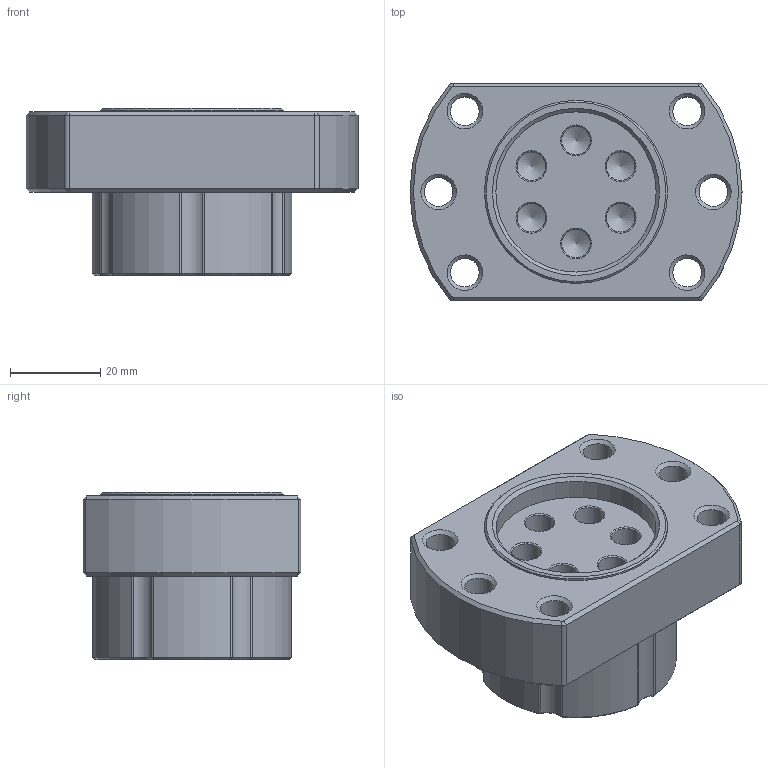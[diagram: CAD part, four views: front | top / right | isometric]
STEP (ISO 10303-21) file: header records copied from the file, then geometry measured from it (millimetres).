
FILE_DESCRIPTION(/* description */ ('STEP AP203'),/* implementation_level */ '2;1');
FILE_NAME(/* name */ 'Webinar Part #3.step',/* time_stamp */ '2025-06-16T11:20:13-04:00',/* author */ (''),/* organization */ (''),/* preprocessor_version */ 'ST-DEVELOPER v20.1',/* originating_system */ 'Autodesk Translation Framework v14.10.0.0',/* authorisation */ '');
FILE_SCHEMA (('AUTOMOTIVE_DESIGN { 1 0 10303 214 3 1 1 }'));
Length unit declared in the file: inch
Products named in the file (1): Body2
Bounding box: 73.66 x 48.26 x 37.08 mm (x, y, z)
Volume: 70934.9 mm3; surface area: 17123.2 mm2
Topology: 1 solids, 1 shells, 140 faces, 349 edges, 216 vertices
Faces by surface type: cone 68, cylinder 56, plane 16
Full cylindrical faces by diameter (mm): 6.35 x13, 24.13 x1, 35.56 x1, 39.37 x1, 40.64 x1
Entity records: 4248 total; most frequent: DIRECTION 816, CARTESIAN_POINT 717, ORIENTED_EDGE 684, EDGE_CURVE 342, AXIS2_PLACEMENT_3D 339, VERTEX_POINT 216, CIRCLE 198, EDGE_LOOP 164
